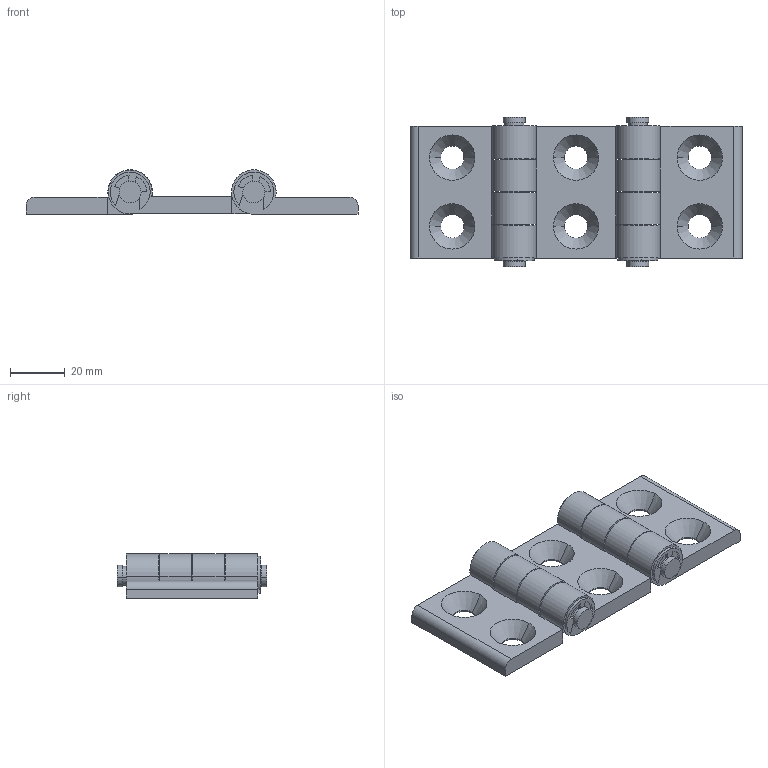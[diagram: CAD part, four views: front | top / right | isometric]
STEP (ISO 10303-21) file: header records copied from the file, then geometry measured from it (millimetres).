
FILE_DESCRIPTION (( 'STEP AP214' ), '1' );
FILE_NAME ('A824 Ïåòëÿ àëþìèíèåâàÿ 45x45x45.STEP', '2025-06-30T08:23:34', ( '' ), ( '' ), 'SwSTEP 2.0', 'SolidWorks 2025', '' );
FILE_SCHEMA (( 'AUTOMOTIVE_DESIGN' ));
Length unit declared in the file: millimetre
Products named in the file (5): A824 Кольцо_00; A824 Петля, часть 45 серии_00; A824 Петля алюминиевая 45x45x45; A824 Палец_01; A824 Сред петля_00
Assembly tree (7 placements, depth 2):
  A824 Петля алюминиевая 45x45x45
    A824 Сред петля_00
    A824 Петля, часть 45 серии_00  x2
    A824 Кольцо_00  x2
    A824 Палец_01  x2
Bounding box: 120.74 x 54.25 x 16.2 mm (x, y, z)
Volume: 42710.1 mm3; surface area: 23232.6 mm2
Topology: 7 solids, 7 shells, 150 faces, 384 edges, 252 vertices
Faces by surface type: cylinder 80, plane 58, cone 12
Entity records: 3244 total; most frequent: DIRECTION 574, CARTESIAN_POINT 520, ORIENTED_EDGE 500, EDGE_CURVE 250, AXIS2_PLACEMENT_3D 218, VERTEX_POINT 164, VECTOR 138, LINE 138
